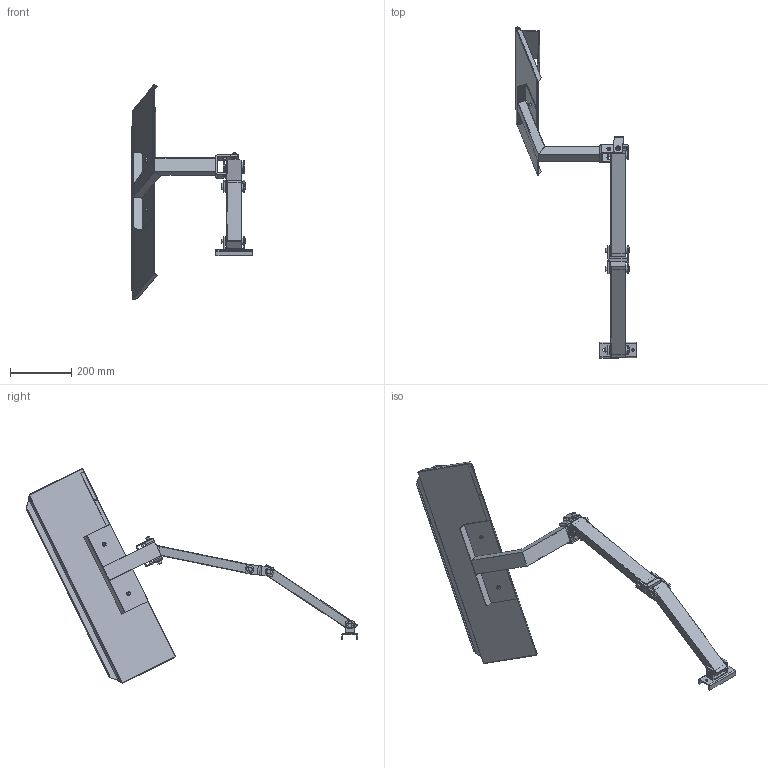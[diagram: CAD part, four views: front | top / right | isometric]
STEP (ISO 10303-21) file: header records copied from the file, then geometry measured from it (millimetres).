
FILE_DESCRIPTION(/* description */ ('Doppelgelenk Schwenk-Ausleger'),/* implementation_level */ '2;1');
FILE_NAME(/* name */ '320517-1.step',/* time_stamp */ '2021-09-06T12:11:13+02:00',/* author */ ('MuellerJ'),/* organization */ (''),/* preprocessor_version */ 'ST-DEVELOPER v18.1',/* originating_system */ 'Autodesk Inventor 2021',/* authorisation */ '');
FILE_SCHEMA (('AUTOMOTIVE_DESIGN { 1 0 10303 214 3 1 1 }'));
Length unit declared in the file: millimetre
Products named in the file (30): MTW_1-00021627; leer; leer_1; leer_2; leer_3; leer_4; leer_5; leer_6; leer_7; leer_8; leer_9; leer_10; leer_11; leer_12; leer_13; leer_14; leer_15; leer_16; leer_17; leer_18; leer_19; leer_20; leer_21; leer_22; leer_23; leer_24; leer_25; leer_26; leer_27; leer_28
Assembly tree (31 placements, depth 2):
  MTW_1-00021627
    leer
    leer_1
    leer_2
    leer_3
    leer_4
    leer_5
    leer_6
    leer_7
    leer_8
    leer_9
    leer_10
    leer_11
    leer_12
    leer_13
    leer_14
    leer_15
    leer_16
    leer_17
    leer_18
    leer_19
    leer_20
    leer_21
    leer_22
    leer_23
    leer_24
    leer_25
    leer_26
    leer_27
    leer_28  x3
Bounding box: 396.49 x 1083.96 x 700.75 mm (x, y, z)
Volume: 972171.7 mm3; surface area: 1058890 mm2
Topology: 31 solids, 31 shells, 691 faces, 1608 edges, 1010 vertices
Faces by surface type: plane 328, cylinder 187, cone 160, bspline 16
Full cylindrical faces by diameter (mm): 6 x4, 6.4 x2, 6.5 x5, 6.647 x3, 6.8 x2, 8 x2, 8.2 x2, 8.4 x4, 8.5 x6, 9 x10, 11.7 x2, 12 x11, 15.7 x4, 16 x3, 23.8 x4, 24 x7
Entity records: 19935 total; most frequent: CARTESIAN_POINT 4081, DIRECTION 3290, ORIENTED_EDGE 2914, EDGE_CURVE 1457, AXIS2_PLACEMENT_3D 1181, LINE 928, VECTOR 928, VERTEX_POINT 928
